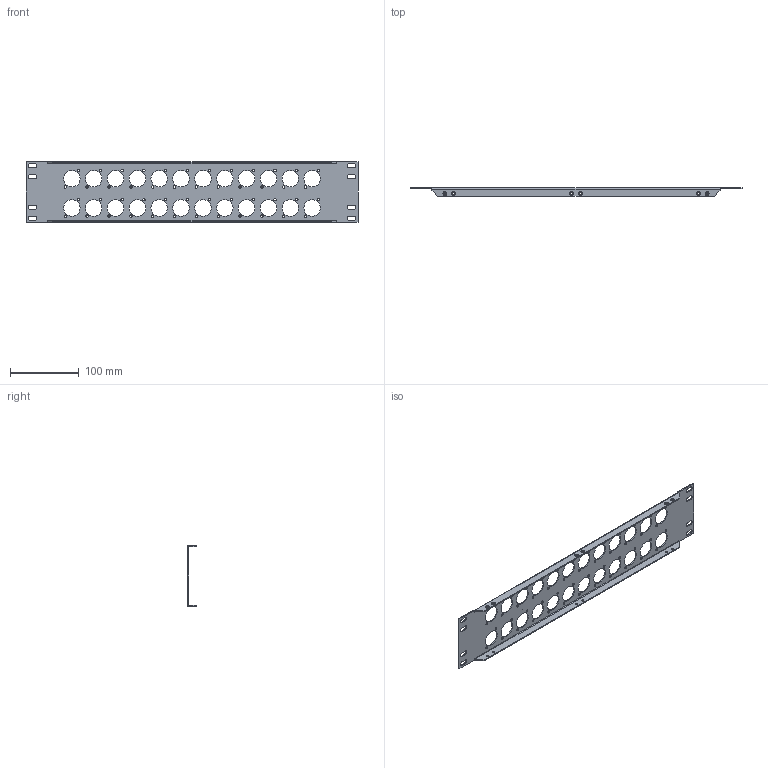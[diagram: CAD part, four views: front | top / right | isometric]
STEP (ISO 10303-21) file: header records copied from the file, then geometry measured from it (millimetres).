
FILE_DESCRIPTION (( 'STEP AP203' ), '1' );
FILE_NAME ('PR35XLR-BNK.STEP', '2011-08-03T14:06:32', ( 'x' ), ( 'Microsoft' ), 'SwSTEP 2.0', 'SolidWorks 2010', '' );
FILE_SCHEMA (( 'CONFIG_CONTROL_DESIGN' ));
Products named in the file (1): PR35XLR-BNK
Bounding box: 482.6 x 12.73 x 88.39 mm (x, y, z)
Volume: 59828.4 mm3; surface area: 84557.1 mm2
Topology: 1 solids, 1 shells, 874 faces, 2384 edges, 1576 vertices
Faces by surface type: plane 427, bspline 235, cylinder 188, cone 24
Entity records: 44191 total; most frequent: CARTESIAN_POINT 22856, ORIENTED_EDGE 4768, DIRECTION 3594, EDGE_CURVE 2384, VERTEX_POINT 1576, VECTOR 1514, LINE 1514, EDGE_LOOP 1122
